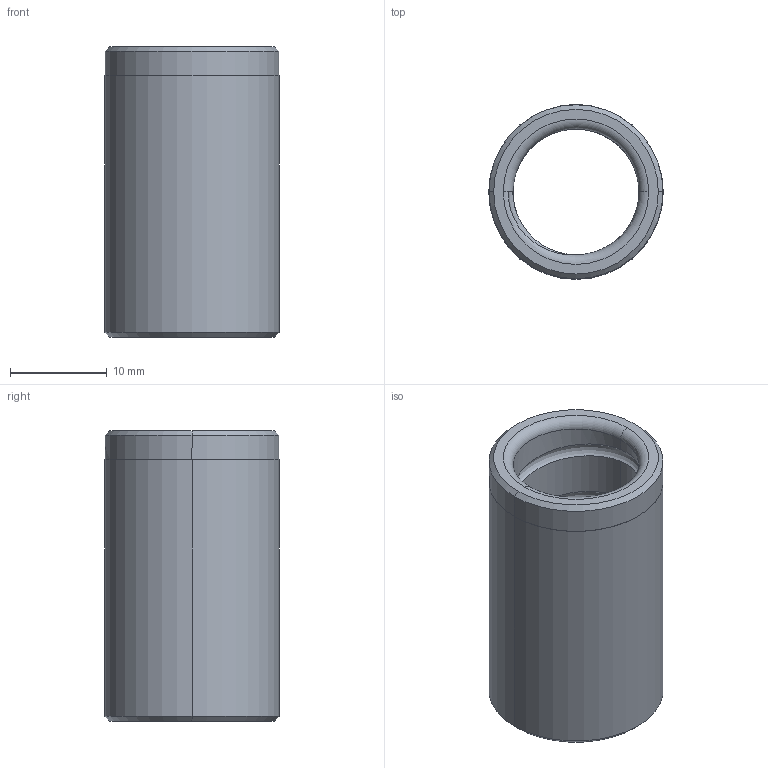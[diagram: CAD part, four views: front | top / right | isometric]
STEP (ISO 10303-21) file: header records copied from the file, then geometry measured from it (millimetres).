
FILE_DESCRIPTION (( 'STEP AP214' ), '1' );
FILE_NAME ('GBLV-D18-d13-L30.step', '2021-09-10T06:58:18', ( 'User' ), ( 'china' ), 'SwSTEP 2.0', 'SolidWorks 2016', '' );
FILE_SCHEMA (( 'AUTOMOTIVE_DESIGN' ));
Length unit declared in the file: millimetre
Products named in the file (1): GBLV-D18-d13-L30
Bounding box: 18 x 18 x 30 mm (x, y, z)
Volume: 3506.3 mm3; surface area: 3198.2 mm2
Topology: 1 solids, 1 shells, 52 faces, 129 edges, 82 vertices
Faces by surface type: cylinder 28, plane 12, torus 6, cone 4, bspline 2
Entity records: 3115 total; most frequent: CARTESIAN_POINT 1939, ORIENTED_EDGE 258, DIRECTION 217, EDGE_CURVE 129, AXIS2_PLACEMENT_3D 86, VERTEX_POINT 82, EDGE_LOOP 57, ADVANCED_FACE 52
